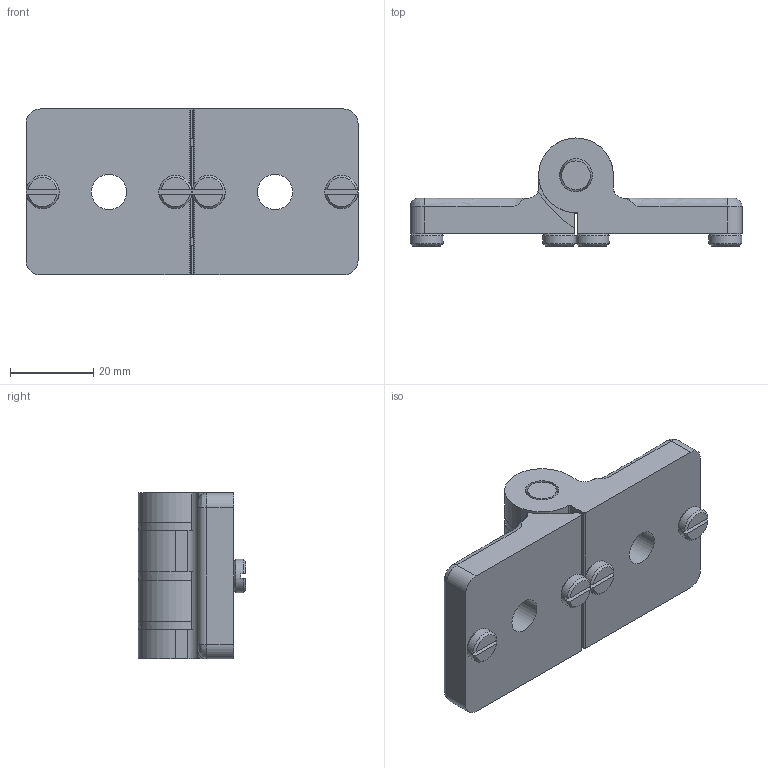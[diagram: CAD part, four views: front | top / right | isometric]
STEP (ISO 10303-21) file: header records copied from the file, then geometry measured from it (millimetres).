
FILE_DESCRIPTION((''),'2;1');
FILE_NAME('SZ0762N_A.stp','2013-08-27T10:05:17',('janine behrens'),(''),'Autodesk Inventor 2012','Autodesk Inventor 2012','');
FILE_SCHEMA(('AUTOMOTIVE_DESIGN { 1 0 10303 214 1 1 1 1 }'));
Length unit declared in the file: millimetre
Products named in the file (5): SZ0762N_A; MK8400020-A; ME2108400_A; ME2108082_A; SS9900V_A
Assembly tree (10 placements, depth 2):
  SZ0762N_A
    MK8400020-A  x2
    ME2108400_A
    ME2108082_A  x3
    SS9900V_A  x4
Bounding box: 80 x 26 x 40 mm (x, y, z)
Volume: 34607.2 mm3; surface area: 16619.2 mm2
Topology: 10 solids, 10 shells, 157 faces, 369 edges, 224 vertices
Faces by surface type: plane 52, cylinder 51, cone 35, torus 11, bspline 8
Full cylindrical faces by diameter (mm): 3.7 x4, 4.134 x4, 5 x4, 7.85 x3, 8 x12, 8.5 x2
Entity records: 2269 total; most frequent: CARTESIAN_POINT 676, DIRECTION 333, ORIENTED_EDGE 244, AXIS2_PLACEMENT_3D 145, EDGE_CURVE 122, EDGE_LOOP 100, VERTEX_POINT 90, CIRCLE 69
